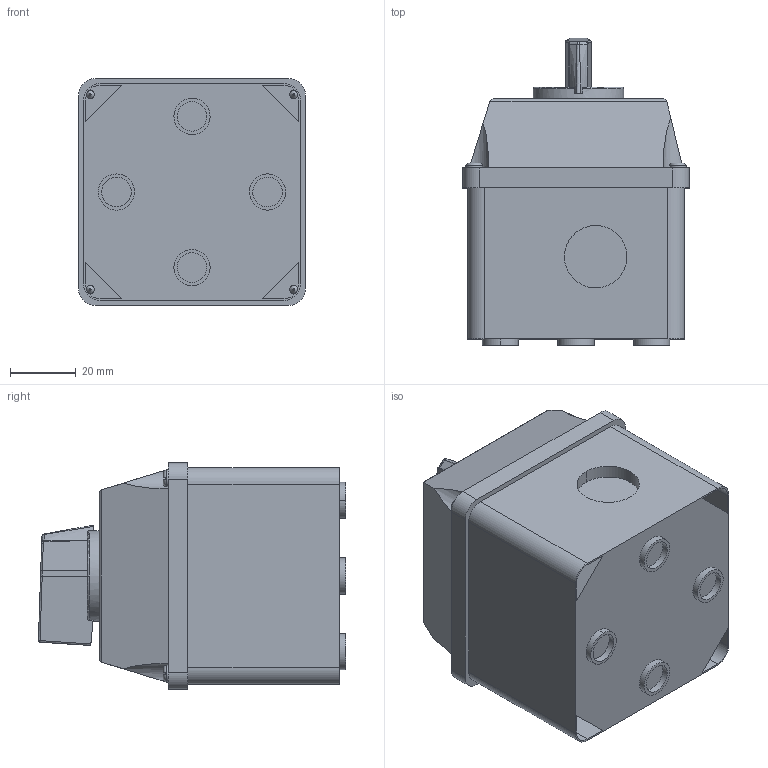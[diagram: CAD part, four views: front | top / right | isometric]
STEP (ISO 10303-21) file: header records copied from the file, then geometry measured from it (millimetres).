
FILE_DESCRIPTION(('TFLEX Exchange Step'),'2;1');
FILE_NAME('4G20 - 3 корпуса.stp', '2024-05-28T13:19:05+03:00',('nikolaeva'),('Unknown organisation'),'TFLEX Exchange 2019.0','T-FLEX CAD','Unknown authorisation');
FILE_SCHEMA( ('AUTOMOTIVE_DESIGN { 1 0 10303 214 1 1 1 1 }') );
Length unit declared in the file: millimetre
Products named in the file (1): BUFFER:00000057095FC990 
Bounding box: 69 x 93.55 x 69 mm (x, y, z)
Volume: 218056.9 mm3; surface area: 91969.3 mm2
Topology: 12 solids, 321 shells, 1216 faces, 4134 edges, 3224 vertices
Faces by surface type: plane 657, cylinder 375, cone 78, torus 65, sphere 26, bspline 15
Full cylindrical faces by diameter (mm): 2.5 x1, 3 x12, 4.5 x1, 5 x4, 9 x1, 10.5 x1, 11 x1, 27.6 x1, 38 x1
Entity records: 65222 total; most frequent: CARTESIAN_POINT 36415, ORIENTED_EDGE 6752, EDGE_CURVE 4125, B_SPLINE_CURVE_WITH_KNOTS 4099, VERTEX_POINT 3229, DIRECTION 2428, EDGE_LOOP 1304, FACE_BOUND 1304
